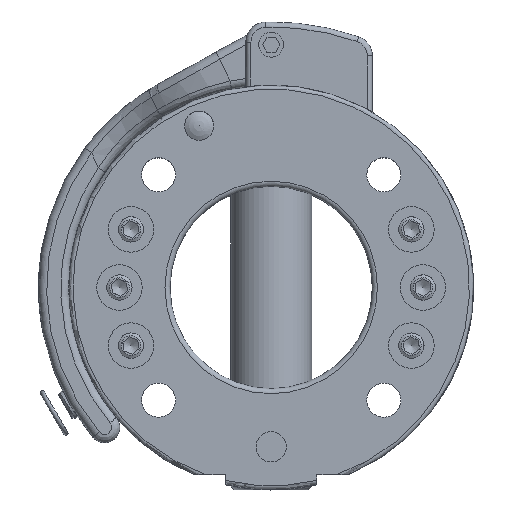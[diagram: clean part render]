
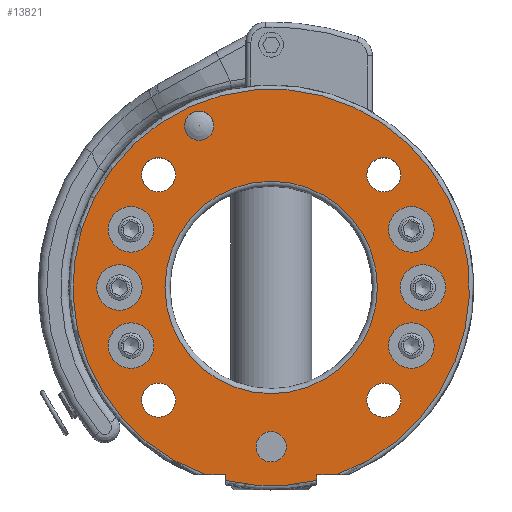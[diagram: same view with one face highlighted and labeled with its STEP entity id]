
A CAD part, top view. The second image highlights one B-rep face of the part: STEP entity #13821.
In plain terms, the highlighted planar face has unit normal (0, 0, 1).
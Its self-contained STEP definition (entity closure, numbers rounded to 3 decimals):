
#444=FACE_BOUND('',#1821,.T.);
#445=FACE_BOUND('',#1822,.T.);
#446=FACE_BOUND('',#1823,.T.);
#447=FACE_BOUND('',#1824,.T.);
#448=FACE_BOUND('',#1825,.T.);
#449=FACE_BOUND('',#1826,.T.);
#450=FACE_BOUND('',#1827,.T.);
#451=FACE_BOUND('',#1828,.T.);
#452=FACE_BOUND('',#1829,.T.);
#453=FACE_BOUND('',#1830,.T.);
#454=FACE_BOUND('',#1831,.T.);
#455=FACE_BOUND('',#1832,.T.);
#456=FACE_BOUND('',#1833,.T.);
#621=PLANE('',#14812);
#1013=FACE_OUTER_BOUND('',#1820,.T.);
#1820=EDGE_LOOP('',(#9379,#9380,#9381,#9382,#9383,#9384));
#1821=EDGE_LOOP('',(#9385));
#1822=EDGE_LOOP('',(#9386));
#1823=EDGE_LOOP('',(#9387));
#1824=EDGE_LOOP('',(#9388));
#1825=EDGE_LOOP('',(#9389));
#1826=EDGE_LOOP('',(#9390));
#1827=EDGE_LOOP('',(#9391));
#1828=EDGE_LOOP('',(#9392));
#1829=EDGE_LOOP('',(#9393));
#1830=EDGE_LOOP('',(#9394));
#1831=EDGE_LOOP('',(#9395));
#1832=EDGE_LOOP('',(#9396));
#1833=EDGE_LOOP('',(#9397));
#2713=LINE('',#19052,#3510);
#2714=LINE('',#19054,#3511);
#2715=LINE('',#19058,#3512);
#2716=LINE('',#19059,#3513);
#3510=VECTOR('',#16237,10.);
#3511=VECTOR('',#16238,10.);
#3512=VECTOR('',#16241,10.);
#3513=VECTOR('',#16242,10.);
#4328=CIRCLE('',#14808,21.);
#4331=CIRCLE('',#14813,39.2);
#4332=CIRCLE('',#14814,39.2);
#4333=CIRCLE('',#14815,4.5);
#4334=CIRCLE('',#14816,4.5);
#4335=CIRCLE('',#14817,4.5);
#4336=CIRCLE('',#14818,4.5);
#4337=CIRCLE('',#14819,4.5);
#4338=CIRCLE('',#14820,4.5);
#4339=CIRCLE('',#14821,2.9);
#4340=CIRCLE('',#14822,3.);
#4341=CIRCLE('',#14823,3.375);
#4342=CIRCLE('',#14824,3.375);
#4343=CIRCLE('',#14825,3.375);
#4344=CIRCLE('',#14826,3.375);
#5572=VERTEX_POINT('',#19005);
#5575=VERTEX_POINT('',#19048);
#5576=VERTEX_POINT('',#19049);
#5577=VERTEX_POINT('',#19051);
#5578=VERTEX_POINT('',#19053);
#5579=VERTEX_POINT('',#19055);
#5580=VERTEX_POINT('',#19057);
#5581=VERTEX_POINT('',#19060);
#5582=VERTEX_POINT('',#19062);
#5583=VERTEX_POINT('',#19064);
#5584=VERTEX_POINT('',#19066);
#5585=VERTEX_POINT('',#19068);
#5586=VERTEX_POINT('',#19070);
#5587=VERTEX_POINT('',#19072);
#5588=VERTEX_POINT('',#19074);
#5589=VERTEX_POINT('',#19076);
#5590=VERTEX_POINT('',#19078);
#5591=VERTEX_POINT('',#19080);
#5592=VERTEX_POINT('',#19082);
#7039=EDGE_CURVE('',#5572,#5572,#4328,.T.);
#7044=EDGE_CURVE('',#5575,#5576,#4331,.T.);
#7045=EDGE_CURVE('',#5575,#5577,#2713,.T.);
#7046=EDGE_CURVE('',#5577,#5578,#2714,.T.);
#7047=EDGE_CURVE('',#5579,#5578,#4332,.T.);
#7048=EDGE_CURVE('',#5579,#5580,#2715,.T.);
#7049=EDGE_CURVE('',#5580,#5576,#2716,.T.);
#7050=EDGE_CURVE('',#5581,#5581,#4333,.T.);
#7051=EDGE_CURVE('',#5582,#5582,#4334,.T.);
#7052=EDGE_CURVE('',#5583,#5583,#4335,.T.);
#7053=EDGE_CURVE('',#5584,#5584,#4336,.T.);
#7054=EDGE_CURVE('',#5585,#5585,#4337,.T.);
#7055=EDGE_CURVE('',#5586,#5586,#4338,.T.);
#7056=EDGE_CURVE('',#5587,#5587,#4339,.T.);
#7057=EDGE_CURVE('',#5588,#5588,#4340,.T.);
#7058=EDGE_CURVE('',#5589,#5589,#4341,.T.);
#7059=EDGE_CURVE('',#5590,#5590,#4342,.T.);
#7060=EDGE_CURVE('',#5591,#5591,#4343,.T.);
#7061=EDGE_CURVE('',#5592,#5592,#4344,.T.);
#9379=ORIENTED_EDGE('',*,*,#7044,.F.);
#9380=ORIENTED_EDGE('',*,*,#7045,.T.);
#9381=ORIENTED_EDGE('',*,*,#7046,.T.);
#9382=ORIENTED_EDGE('',*,*,#7047,.F.);
#9383=ORIENTED_EDGE('',*,*,#7048,.T.);
#9384=ORIENTED_EDGE('',*,*,#7049,.T.);
#9385=ORIENTED_EDGE('',*,*,#7050,.T.);
#9386=ORIENTED_EDGE('',*,*,#7051,.T.);
#9387=ORIENTED_EDGE('',*,*,#7052,.T.);
#9388=ORIENTED_EDGE('',*,*,#7053,.T.);
#9389=ORIENTED_EDGE('',*,*,#7054,.T.);
#9390=ORIENTED_EDGE('',*,*,#7055,.T.);
#9391=ORIENTED_EDGE('',*,*,#7056,.T.);
#9392=ORIENTED_EDGE('',*,*,#7057,.T.);
#9393=ORIENTED_EDGE('',*,*,#7058,.T.);
#9394=ORIENTED_EDGE('',*,*,#7059,.T.);
#9395=ORIENTED_EDGE('',*,*,#7060,.T.);
#9396=ORIENTED_EDGE('',*,*,#7061,.T.);
#9397=ORIENTED_EDGE('',*,*,#7039,.F.);
#13821=ADVANCED_FACE('',(#1013,#444,#445,#446,#447,#448,#449,#450,#451,
#452,#453,#454,#455,#456),#621,.T.);
#14808=AXIS2_PLACEMENT_3D('',#19006,#16224,#16225);
#14812=AXIS2_PLACEMENT_3D('',#19047,#16233,#16234);
#14813=AXIS2_PLACEMENT_3D('',#19050,#16235,#16236);
#14814=AXIS2_PLACEMENT_3D('',#19056,#16239,#16240);
#14815=AXIS2_PLACEMENT_3D('',#19061,#16243,#16244);
#14816=AXIS2_PLACEMENT_3D('',#19063,#16245,#16246);
#14817=AXIS2_PLACEMENT_3D('',#19065,#16247,#16248);
#14818=AXIS2_PLACEMENT_3D('',#19067,#16249,#16250);
#14819=AXIS2_PLACEMENT_3D('',#19069,#16251,#16252);
#14820=AXIS2_PLACEMENT_3D('',#19071,#16253,#16254);
#14821=AXIS2_PLACEMENT_3D('',#19073,#16255,#16256);
#14822=AXIS2_PLACEMENT_3D('',#19075,#16257,#16258);
#14823=AXIS2_PLACEMENT_3D('',#19077,#16259,#16260);
#14824=AXIS2_PLACEMENT_3D('',#19079,#16261,#16262);
#14825=AXIS2_PLACEMENT_3D('',#19081,#16263,#16264);
#14826=AXIS2_PLACEMENT_3D('',#19083,#16265,#16266);
#16224=DIRECTION('center_axis',(0.,0.,1.));
#16225=DIRECTION('ref_axis',(-1.,0.,0.));
#16233=DIRECTION('center_axis',(0.,0.,1.));
#16234=DIRECTION('ref_axis',(1.,0.,0.));
#16235=DIRECTION('center_axis',(0.,0.,-1.));
#16236=DIRECTION('ref_axis',(0.,-1.,0.));
#16237=DIRECTION('',(0.,1.,0.));
#16238=DIRECTION('',(1.,0.,0.));
#16239=DIRECTION('center_axis',(0.,0.,-1.));
#16240=DIRECTION('ref_axis',(0.,1.,0.));
#16241=DIRECTION('',(1.,0.,0.));
#16242=DIRECTION('',(0.,-1.,0.));
#16243=DIRECTION('center_axis',(0.,0.,-1.));
#16244=DIRECTION('ref_axis',(1.,0.,0.));
#16245=DIRECTION('center_axis',(0.,0.,-1.));
#16246=DIRECTION('ref_axis',(1.,0.,0.));
#16247=DIRECTION('center_axis',(0.,0.,-1.));
#16248=DIRECTION('ref_axis',(1.,0.,0.));
#16249=DIRECTION('center_axis',(0.,0.,-1.));
#16250=DIRECTION('ref_axis',(1.,0.,0.));
#16251=DIRECTION('center_axis',(0.,0.,-1.));
#16252=DIRECTION('ref_axis',(1.,0.,0.));
#16253=DIRECTION('center_axis',(0.,0.,-1.));
#16254=DIRECTION('ref_axis',(1.,0.,0.));
#16255=DIRECTION('center_axis',(0.,0.,-1.));
#16256=DIRECTION('ref_axis',(1.,0.,0.));
#16257=DIRECTION('center_axis',(0.,0.,-1.));
#16258=DIRECTION('ref_axis',(1.,0.,0.));
#16259=DIRECTION('center_axis',(0.,0.,-1.));
#16260=DIRECTION('ref_axis',(-1.,0.,0.));
#16261=DIRECTION('center_axis',(0.,0.,-1.));
#16262=DIRECTION('ref_axis',(-1.,0.,0.));
#16263=DIRECTION('center_axis',(0.,0.,-1.));
#16264=DIRECTION('ref_axis',(-1.,0.,0.));
#16265=DIRECTION('center_axis',(0.,0.,-1.));
#16266=DIRECTION('ref_axis',(-1.,0.,0.));
#19005=CARTESIAN_POINT('',(21.,0.,28.5));
#19006=CARTESIAN_POINT('Origin',(0.,0.,28.5));
#19047=CARTESIAN_POINT('Origin',(0.,0.,28.5));
#19048=CARTESIAN_POINT('',(9.,-38.153,28.5));
#19049=CARTESIAN_POINT('',(-9.,-38.153,28.5));
#19050=CARTESIAN_POINT('Origin',(0.,0.,28.5));
#19051=CARTESIAN_POINT('',(9.,-37.,28.5));
#19052=CARTESIAN_POINT('',(9.,-20.,28.5));
#19053=CARTESIAN_POINT('',(12.948,-37.,28.5));
#19054=CARTESIAN_POINT('',(4.5,-37.,28.5));
#19055=CARTESIAN_POINT('',(-12.948,-37.,28.5));
#19056=CARTESIAN_POINT('Origin',(0.,0.,28.5));
#19057=CARTESIAN_POINT('',(-9.,-37.,28.5));
#19058=CARTESIAN_POINT('',(-36.5,-37.,28.5));
#19059=CARTESIAN_POINT('',(-9.,-18.5,28.5));
#19060=CARTESIAN_POINT('',(23.216,11.481,28.5));
#19061=CARTESIAN_POINT('Origin',(27.716,11.481,28.5));
#19062=CARTESIAN_POINT('',(25.5,0.,28.5));
#19063=CARTESIAN_POINT('Origin',(30.,0.,28.5));
#19064=CARTESIAN_POINT('',(23.216,-11.481,28.5));
#19065=CARTESIAN_POINT('Origin',(27.716,-11.481,28.5));
#19066=CARTESIAN_POINT('',(-32.216,-11.481,28.5));
#19067=CARTESIAN_POINT('Origin',(-27.716,-11.481,28.5));
#19068=CARTESIAN_POINT('',(-34.5,0.,28.5));
#19069=CARTESIAN_POINT('Origin',(-30.,0.,28.5));
#19070=CARTESIAN_POINT('',(-32.216,11.481,28.5));
#19071=CARTESIAN_POINT('Origin',(-27.716,11.481,28.5));
#19072=CARTESIAN_POINT('',(-17.136,31.974,28.5));
#19073=CARTESIAN_POINT('Origin',(-14.236,31.974,28.5));
#19074=CARTESIAN_POINT('',(-3.,-31.5,28.5));
#19075=CARTESIAN_POINT('Origin',(0.,-31.5,28.5));
#19076=CARTESIAN_POINT('',(-18.899,22.274,28.5));
#19077=CARTESIAN_POINT('Origin',(-22.274,22.274,28.5));
#19078=CARTESIAN_POINT('',(25.649,-22.274,28.5));
#19079=CARTESIAN_POINT('Origin',(22.274,-22.274,28.5));
#19080=CARTESIAN_POINT('',(25.649,22.274,28.5));
#19081=CARTESIAN_POINT('Origin',(22.274,22.274,28.5));
#19082=CARTESIAN_POINT('',(-18.899,-22.274,28.5));
#19083=CARTESIAN_POINT('Origin',(-22.274,-22.274,28.5));
